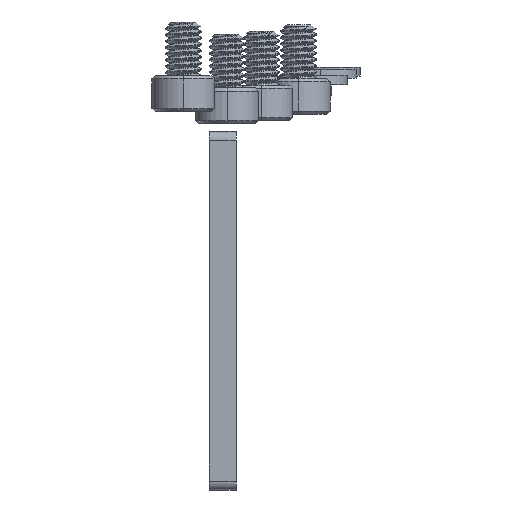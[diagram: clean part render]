
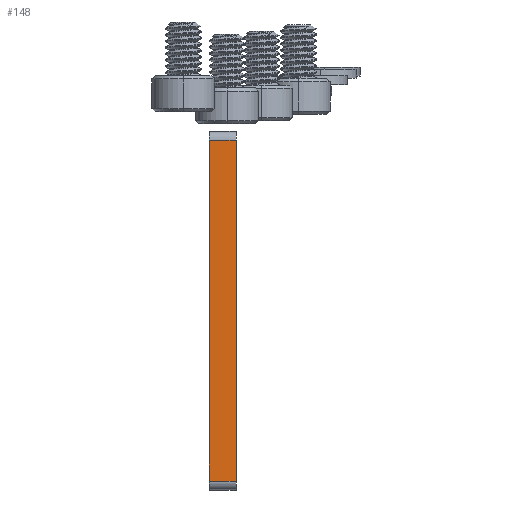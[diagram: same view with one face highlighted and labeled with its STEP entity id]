
A CAD part, left-side view. The second image highlights one B-rep face of the part: STEP entity #148.
In plain terms, the highlighted planar face has unit normal (-1, 0, 0).
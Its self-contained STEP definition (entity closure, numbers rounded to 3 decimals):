
#148 = ADVANCED_FACE ( 'NONE', ( #11095 ), #17114, .T. ) ;
#806 = CARTESIAN_POINT ( 'NONE',  ( -78., 3., 0. ) ) ;
#830 = CARTESIAN_POINT ( 'NONE',  ( -78., 0., -19. ) ) ;
#1203 = EDGE_CURVE ( 'NONE', #20630, #10122, #5013, .T. ) ;
#3152 = CARTESIAN_POINT ( 'NONE',  ( -78., 0., 0. ) ) ;
#3407 = VERTEX_POINT ( 'NONE', #4614 ) ;
#3919 = CARTESIAN_POINT ( 'NONE',  ( -78., 3., -19. ) ) ;
#4614 = CARTESIAN_POINT ( 'NONE',  ( -78., 0., -19. ) ) ;
#5013 = LINE ( 'NONE', #6636, #17887 ) ;
#5216 = DIRECTION ( 'NONE',  ( 0., 1., 0. ) ) ;
#5349 = VECTOR ( 'NONE', #14388, 1000. ) ;
#5824 = CARTESIAN_POINT ( 'NONE',  ( -78., 0., 0. ) ) ;
#5936 = VERTEX_POINT ( 'NONE', #3919 ) ;
#6038 = DIRECTION ( 'NONE',  ( 0., -1., 0. ) ) ;
#6236 = ORIENTED_EDGE ( 'NONE', *, *, #21521, .F. ) ;
#6492 = CARTESIAN_POINT ( 'NONE',  ( -78., 3., 19. ) ) ;
#6636 = CARTESIAN_POINT ( 'NONE',  ( -78., 0., 19. ) ) ;
#7708 = VECTOR ( 'NONE', #11404, 1000. ) ;
#9976 = AXIS2_PLACEMENT_3D ( 'NONE', #5824, #17484, #12724 ) ;
#10122 = VERTEX_POINT ( 'NONE', #6492 ) ;
#11095 = FACE_OUTER_BOUND ( 'NONE', #21028, .T. ) ;
#11404 = DIRECTION ( 'NONE',  ( 0., 0., 1. ) ) ;
#11556 = ORIENTED_EDGE ( 'NONE', *, *, #16047, .T. ) ;
#11715 = CARTESIAN_POINT ( 'NONE',  ( -78., 0., 19. ) ) ;
#11908 = LINE ( 'NONE', #806, #5349 ) ;
#11932 = EDGE_CURVE ( 'NONE', #5936, #3407, #16720, .T. ) ;
#12690 = LINE ( 'NONE', #3152, #7708 ) ;
#12724 = DIRECTION ( 'NONE',  ( 0., 0., 1. ) ) ;
#12887 = ORIENTED_EDGE ( 'NONE', *, *, #11932, .T. ) ;
#14388 = DIRECTION ( 'NONE',  ( 0., 0., 1. ) ) ;
#16047 = EDGE_CURVE ( 'NONE', #3407, #20630, #12690, .T. ) ;
#16720 = LINE ( 'NONE', #830, #18015 ) ;
#17114 = PLANE ( 'NONE',  #9976 ) ;
#17484 = DIRECTION ( 'NONE',  ( -1., 0., 0. ) ) ;
#17887 = VECTOR ( 'NONE', #5216, 1000. ) ;
#18015 = VECTOR ( 'NONE', #6038, 1000. ) ;
#20630 = VERTEX_POINT ( 'NONE', #11715 ) ;
#20885 = ORIENTED_EDGE ( 'NONE', *, *, #1203, .T. ) ;
#21028 = EDGE_LOOP ( 'NONE', ( #6236, #12887, #11556, #20885 ) ) ;
#21521 = EDGE_CURVE ( 'NONE', #5936, #10122, #11908, .T. ) ;
